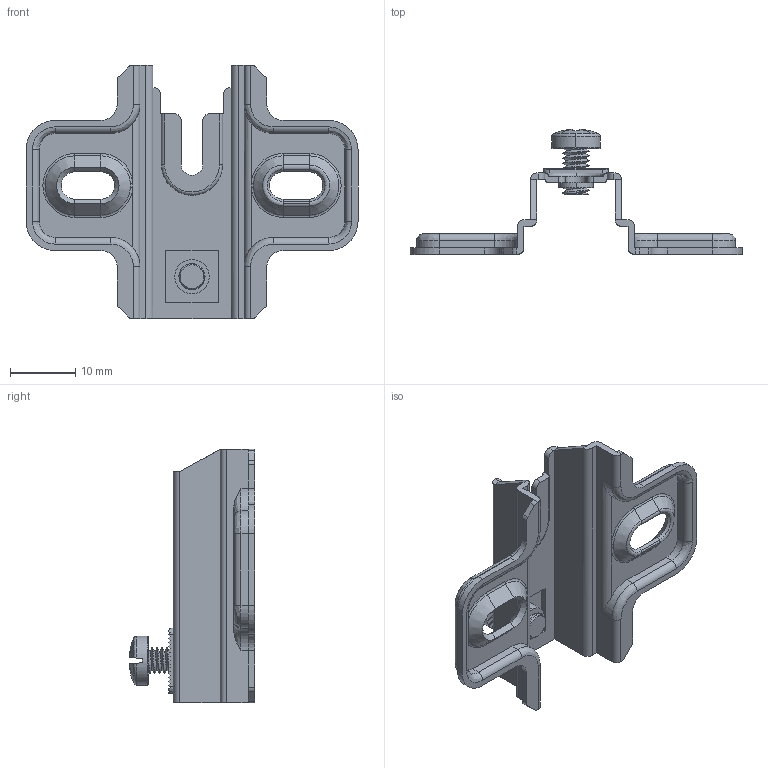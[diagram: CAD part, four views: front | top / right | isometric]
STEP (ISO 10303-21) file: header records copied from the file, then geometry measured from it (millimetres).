
FILE_DESCRIPTION (( 'STEP AP214' ), '1' );
FILE_NAME ('F000115_3D.step', '2022-06-06T12:58:58', ( '' ), ( '' ), 'SwSTEP 2.0', 'SolidWorks 2020', '' );
FILE_SCHEMA (( 'AUTOMOTIVE_DESIGN' ));
Length unit declared in the file: millimetre
Products named in the file (3): C03嘐隅蹟佪-NC40; F000115_3D; A03H0-NC40
Assembly tree (2 placements, depth 2):
  F000115_3D
    A03H0-NC40
    C03嘐隅蹟佪-NC40
Bounding box: 51 x 19.25 x 39 mm (x, y, z)
Volume: 2355.6 mm3; surface area: 5086 mm2
Topology: 2 solids, 2 shells, 420 faces, 1149 edges, 738 vertices
Faces by surface type: plane 229, cylinder 129, bspline 41, cone 21
Entity records: 16178 total; most frequent: CARTESIAN_POINT 5774, ORIENTED_EDGE 2298, DIRECTION 2044, EDGE_CURVE 1149, VERTEX_POINT 738, AXIS2_PLACEMENT_3D 687, VECTOR 670, LINE 670
